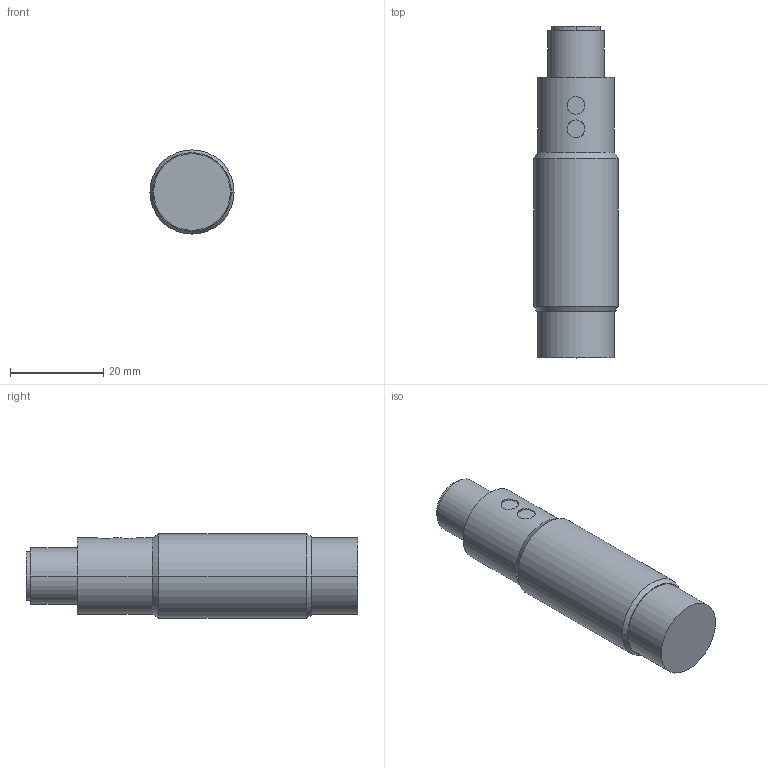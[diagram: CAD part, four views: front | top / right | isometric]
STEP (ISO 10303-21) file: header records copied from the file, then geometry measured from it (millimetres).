
FILE_DESCRIPTION((''),'2;1');
FILE_NAME('DM_CAD-3149','2017-07-25T',('creinig-se'),(''),'PRO/ENGINEER BY PARAMETRIC TECHNOLOGY CORPORATION, 2015440','PRO/ENGINEER BY PARAMETRIC TECHNOLOGY CORPORATION, 2015440','');
FILE_SCHEMA(('CONFIG_CONTROL_DESIGN'));
Length unit declared in the file: millimetre
Products named in the file (1): DM_CAD-3149
Bounding box: 18 x 71 x 18 mm (x, y, z)
Volume: 14838.3 mm3; surface area: 4467.9 mm2
Topology: 1 solids, 1 shells, 52 faces, 165 edges, 136 vertices
Faces by surface type: cylinder 24, plane 16, cone 4, bspline 4, torus 4
Entity records: 2976 total; most frequent: CARTESIAN_POINT 458, DIRECTION 339, ORIENTED_EDGE 212, PRESENTATION_STYLE_ASSIGNMENT 211, STYLED_ITEM 179, CURVE_STYLE 172, AXIS2_PLACEMENT_3D 129, EDGE_CURVE 106
